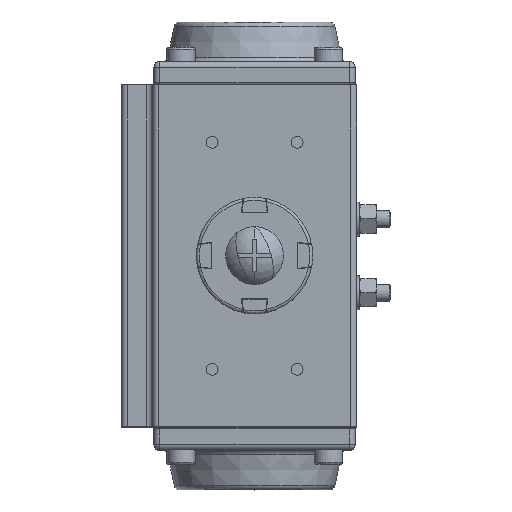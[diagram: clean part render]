
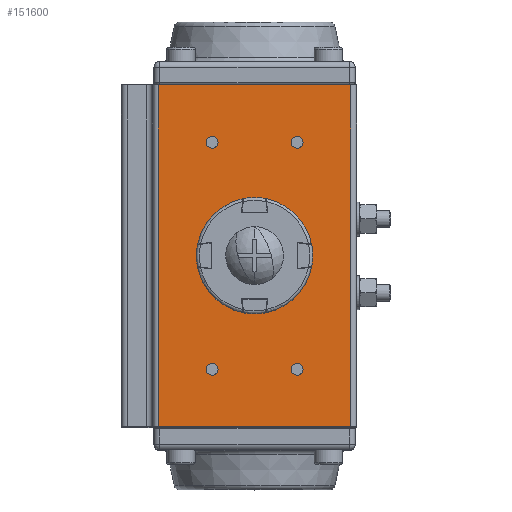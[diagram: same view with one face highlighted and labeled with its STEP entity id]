
A CAD part, top view. The second image highlights one B-rep face of the part: STEP entity #151600.
In plain terms, the highlighted planar face has unit normal (0, 0, 1).
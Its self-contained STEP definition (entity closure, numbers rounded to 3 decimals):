
#151461=CARTESIAN_POINT('',(34.,60.5,143.5));
#151462=DIRECTION('',(-0.,0.,-1.));
#151463=DIRECTION('',(-1.,-0.,0.));
#151464=AXIS2_PLACEMENT_3D('',#151461,#151462,#151463);
#151465=PLANE('',#151464);
#151466=CARTESIAN_POINT('',(15.,-37.9,143.5));
#151467=VERTEX_POINT('',#151466);
#151468=CARTESIAN_POINT('',(15.,-42.1,143.5));
#151469=VERTEX_POINT('',#151468);
#151470=CARTESIAN_POINT('',(15.,-40.,143.5));
#151471=DIRECTION('',(0.,-0.,1.));
#151472=DIRECTION('',(0.,1.,0.));
#151473=AXIS2_PLACEMENT_3D('',#151470,#151471,#151472);
#151474=CIRCLE('',#151473,2.1);
#151475=EDGE_CURVE('NONE',#151467,#151469,#151474,.T.);
#151476=ORIENTED_EDGE('',*,*,#151475,.F.);
#151477=CARTESIAN_POINT('',(15.,-40.,143.5));
#151478=DIRECTION('',(0.,-0.,1.));
#151479=DIRECTION('',(0.,1.,0.));
#151480=AXIS2_PLACEMENT_3D('',#151477,#151478,#151479);
#151481=CIRCLE('',#151480,2.1);
#151482=EDGE_CURVE('NONE',#151469,#151467,#151481,.T.);
#151483=ORIENTED_EDGE('',*,*,#151482,.F.);
#151484=EDGE_LOOP('',(#151476,#151483));
#151485=FACE_BOUND('',#151484,.T.);
#151486=CARTESIAN_POINT('',(-15.,-37.9,143.5));
#151487=VERTEX_POINT('',#151486);
#151488=CARTESIAN_POINT('',(-15.,-42.1,143.5));
#151489=VERTEX_POINT('',#151488);
#151490=CARTESIAN_POINT('',(-15.,-40.,143.5));
#151491=DIRECTION('',(0.,-0.,1.));
#151492=DIRECTION('',(0.,1.,0.));
#151493=AXIS2_PLACEMENT_3D('',#151490,#151491,#151492);
#151494=CIRCLE('',#151493,2.1);
#151495=EDGE_CURVE('NONE',#151487,#151489,#151494,.T.);
#151496=ORIENTED_EDGE('',*,*,#151495,.F.);
#151497=CARTESIAN_POINT('',(-15.,-40.,143.5));
#151498=DIRECTION('',(0.,-0.,1.));
#151499=DIRECTION('',(0.,1.,0.));
#151500=AXIS2_PLACEMENT_3D('',#151497,#151498,#151499);
#151501=CIRCLE('',#151500,2.1);
#151502=EDGE_CURVE('NONE',#151489,#151487,#151501,.T.);
#151503=ORIENTED_EDGE('',*,*,#151502,.F.);
#151504=EDGE_LOOP('',(#151496,#151503));
#151505=FACE_BOUND('',#151504,.T.);
#151506=CARTESIAN_POINT('',(-34.,60.279,143.5));
#151507=VERTEX_POINT('',#151506);
#151508=CARTESIAN_POINT('',(-34.,-60.279,143.5));
#151509=VERTEX_POINT('',#151508);
#151510=CARTESIAN_POINT('',(-34.,60.279,143.5));
#151511=DIRECTION('',(-0.,-1.,-0.));
#151512=VECTOR('',#151511,120.558);
#151513=LINE('',#151510,#151512);
#151514=EDGE_CURVE('',#151507,#151509,#151513,.T.);
#151515=ORIENTED_EDGE('',*,*,#151514,.T.);
#151516=CARTESIAN_POINT('',(34.,-60.279,143.5));
#151517=VERTEX_POINT('',#151516);
#151518=CARTESIAN_POINT('',(-34.,-60.279,143.5));
#151519=DIRECTION('',(1.,0.,-0.));
#151520=VECTOR('',#151519,68.);
#151521=LINE('',#151518,#151520);
#151522=EDGE_CURVE('',#151509,#151517,#151521,.T.);
#151523=ORIENTED_EDGE('',*,*,#151522,.T.);
#151524=CARTESIAN_POINT('',(34.,60.279,143.5));
#151525=VERTEX_POINT('',#151524);
#151526=CARTESIAN_POINT('',(34.,60.279,143.5));
#151527=DIRECTION('',(-0.,-1.,-0.));
#151528=VECTOR('',#151527,120.558);
#151529=LINE('',#151526,#151528);
#151530=EDGE_CURVE('',#151525,#151517,#151529,.T.);
#151531=ORIENTED_EDGE('',*,*,#151530,.F.);
#151532=CARTESIAN_POINT('',(34.,60.279,143.5));
#151533=DIRECTION('',(-1.,-0.,0.));
#151534=VECTOR('',#151533,68.);
#151535=LINE('',#151532,#151534);
#151536=EDGE_CURVE('',#151525,#151507,#151535,.T.);
#151537=ORIENTED_EDGE('',*,*,#151536,.T.);
#151538=EDGE_LOOP('',(#151515,#151523,#151531,#151537));
#151539=FACE_BOUND('',#151538,.T.);
#151540=CARTESIAN_POINT('',(15.,42.1,143.5));
#151541=VERTEX_POINT('',#151540);
#151542=CARTESIAN_POINT('',(15.,37.9,143.5));
#151543=VERTEX_POINT('',#151542);
#151544=CARTESIAN_POINT('',(15.,40.,143.5));
#151545=DIRECTION('',(0.,-0.,1.));
#151546=DIRECTION('',(0.,1.,0.));
#151547=AXIS2_PLACEMENT_3D('',#151544,#151545,#151546);
#151548=CIRCLE('',#151547,2.1);
#151549=EDGE_CURVE('NONE',#151541,#151543,#151548,.T.);
#151550=ORIENTED_EDGE('',*,*,#151549,.F.);
#151551=CARTESIAN_POINT('',(15.,40.,143.5));
#151552=DIRECTION('',(0.,-0.,1.));
#151553=DIRECTION('',(0.,1.,0.));
#151554=AXIS2_PLACEMENT_3D('',#151551,#151552,#151553);
#151555=CIRCLE('',#151554,2.1);
#151556=EDGE_CURVE('NONE',#151543,#151541,#151555,.T.);
#151557=ORIENTED_EDGE('',*,*,#151556,.F.);
#151558=EDGE_LOOP('',(#151550,#151557));
#151559=FACE_BOUND('',#151558,.T.);
#151560=CARTESIAN_POINT('',(-15.,42.1,143.5));
#151561=VERTEX_POINT('',#151560);
#151562=CARTESIAN_POINT('',(-15.,37.9,143.5));
#151563=VERTEX_POINT('',#151562);
#151564=CARTESIAN_POINT('',(-15.,40.,143.5));
#151565=DIRECTION('',(0.,-0.,1.));
#151566=DIRECTION('',(0.,1.,0.));
#151567=AXIS2_PLACEMENT_3D('',#151564,#151565,#151566);
#151568=CIRCLE('',#151567,2.1);
#151569=EDGE_CURVE('NONE',#151561,#151563,#151568,.T.);
#151570=ORIENTED_EDGE('',*,*,#151569,.F.);
#151571=CARTESIAN_POINT('',(-15.,40.,143.5));
#151572=DIRECTION('',(0.,-0.,1.));
#151573=DIRECTION('',(0.,1.,0.));
#151574=AXIS2_PLACEMENT_3D('',#151571,#151572,#151573);
#151575=CIRCLE('',#151574,2.1);
#151576=EDGE_CURVE('NONE',#151563,#151561,#151575,.T.);
#151577=ORIENTED_EDGE('',*,*,#151576,.F.);
#151578=EDGE_LOOP('',(#151570,#151577));
#151579=FACE_BOUND('',#151578,.T.);
#151580=CARTESIAN_POINT('',(0.,9.,143.5));
#151581=VERTEX_POINT('',#151580);
#151582=CARTESIAN_POINT('',(0.,-9.,143.5));
#151583=VERTEX_POINT('',#151582);
#151584=CARTESIAN_POINT('',(0.,0.,143.5));
#151585=DIRECTION('',(-0.,0.,-1.));
#151586=DIRECTION('',(-1.,0.,0.));
#151587=AXIS2_PLACEMENT_3D('',#151584,#151585,#151586);
#151588=CIRCLE('',#151587,9.);
#151589=EDGE_CURVE('',#151581,#151583,#151588,.T.);
#151590=ORIENTED_EDGE('',*,*,#151589,.T.);
#151591=CARTESIAN_POINT('',(0.,0.,143.5));
#151592=DIRECTION('',(-0.,0.,-1.));
#151593=DIRECTION('',(-1.,0.,0.));
#151594=AXIS2_PLACEMENT_3D('',#151591,#151592,#151593);
#151595=CIRCLE('',#151594,9.);
#151596=EDGE_CURVE('',#151583,#151581,#151595,.T.);
#151597=ORIENTED_EDGE('',*,*,#151596,.T.);
#151598=EDGE_LOOP('',(#151590,#151597));
#151599=FACE_BOUND('',#151598,.T.);
#151600=ADVANCED_FACE('',(#151485,#151505,#151539,#151559,#151579,#151599),#151465,.F.);
